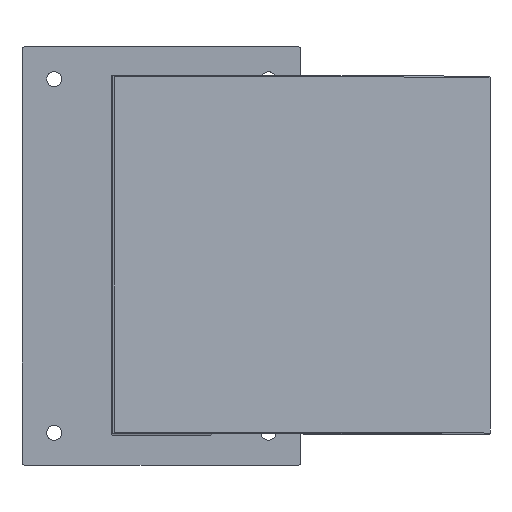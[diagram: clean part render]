
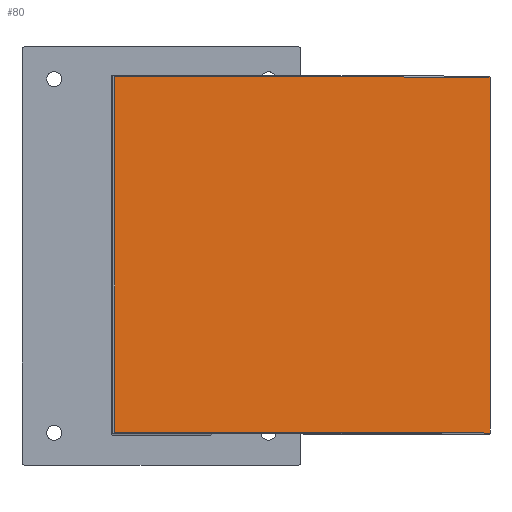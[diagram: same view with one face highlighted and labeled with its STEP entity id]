
A CAD part, top view. The second image highlights one B-rep face of the part: STEP entity #80.
In plain terms, the highlighted planar face has unit normal (0.707, 0, 0.707).
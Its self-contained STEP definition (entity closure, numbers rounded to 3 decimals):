
#25=PLANE($,#1334);
#80=ADVANCED_FACE($,(#166),#25,.T.);
#166=FACE_OUTER_BOUND($,#243,.T.);
#243=EDGE_LOOP($,(#447,#448,#449,#450));
#447=ORIENTED_EDGE($,*,*,#764,.F.);
#448=ORIENTED_EDGE($,*,*,#752,.F.);
#449=ORIENTED_EDGE($,*,*,#761,.F.);
#450=ORIENTED_EDGE($,*,*,#757,.F.);
#752=EDGE_CURVE($,#932,#933,#1175,.T.);
#757=EDGE_CURVE($,#936,#937,#1179,.T.);
#761=EDGE_CURVE($,#937,#932,#1181,.T.);
#764=EDGE_CURVE($,#933,#936,#1184,.T.);
#932=VERTEX_POINT($,#2301);
#933=VERTEX_POINT($,#2302);
#936=VERTEX_POINT($,#2305);
#937=VERTEX_POINT($,#2306);
#1175=B_SPLINE_CURVE_WITH_KNOTS($,1,(#2139,#2140),.UNSPECIFIED.,.F.,.F.,
(2,2),(-247.586,0.),.UNSPECIFIED.);
#1179=B_SPLINE_CURVE_WITH_KNOTS($,1,(#2154,#2155),.UNSPECIFIED.,.F.,.F.,
(2,2),(0.,247.586),.UNSPECIFIED.);
#1181=B_SPLINE_CURVE_WITH_KNOTS($,1,(#2164,#2165),.UNSPECIFIED.,.F.,.F.,
(2,2),(-166.,0.),.UNSPECIFIED.);
#1184=B_SPLINE_CURVE_WITH_KNOTS($,1,(#2170,#2171),.UNSPECIFIED.,.F.,.F.,
(2,2),(0.,166.),.UNSPECIFIED.);
#1334=AXIS2_PLACEMENT_3D($,#2234,#1362,$);
#1362=DIRECTION($,(0.707,0.,0.707));
#2139=CARTESIAN_POINT($,(153.311,-83.05,276.183));
#2140=CARTESIAN_POINT($,(-21.759,-83.05,451.253));
#2154=CARTESIAN_POINT($,(-21.759,82.95,451.253));
#2155=CARTESIAN_POINT($,(153.311,82.95,276.183));
#2164=CARTESIAN_POINT($,(153.311,82.95,276.183));
#2165=CARTESIAN_POINT($,(153.311,-83.05,276.183));
#2170=CARTESIAN_POINT($,(-21.759,-83.05,451.253));
#2171=CARTESIAN_POINT($,(-21.759,82.95,451.253));
#2234=CARTESIAN_POINT($,(-21.759,82.95,451.253));
#2301=CARTESIAN_POINT($,(153.311,-83.05,276.183));
#2302=CARTESIAN_POINT($,(-21.759,-83.05,451.253));
#2305=CARTESIAN_POINT($,(-21.759,82.95,451.253));
#2306=CARTESIAN_POINT($,(153.311,82.95,276.183));
